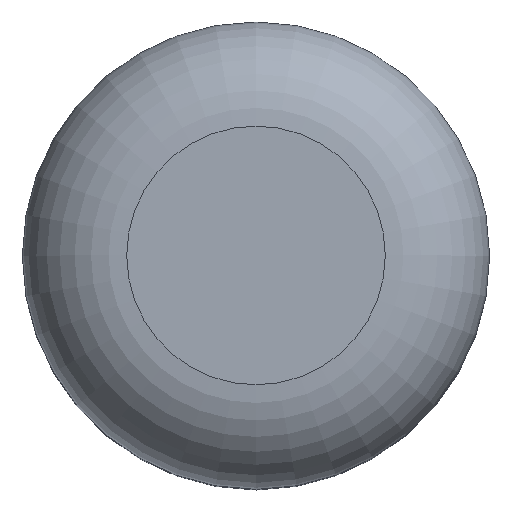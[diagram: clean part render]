
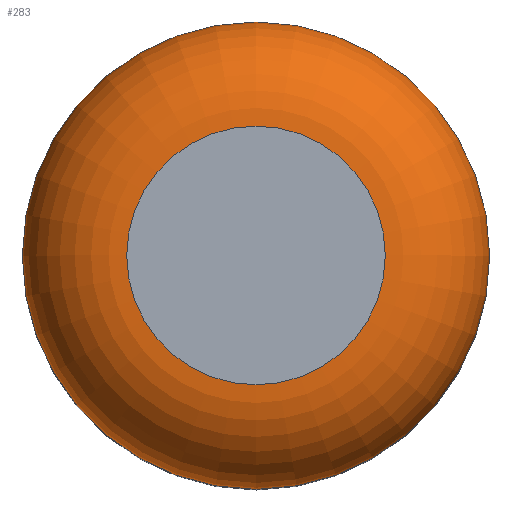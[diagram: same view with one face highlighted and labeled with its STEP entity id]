
A CAD part, top view. The second image highlights one B-rep face of the part: STEP entity #283.
In plain terms, the highlighted toroidal (fillet/blend) face has major radius 3.1 mm and minor radius 2.5 mm.
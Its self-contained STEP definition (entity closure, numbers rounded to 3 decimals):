
#13=TOROIDAL_SURFACE('',#338,3.1,2.5);
#57=FACE_OUTER_BOUND('',#83,.T.);
#83=EDGE_LOOP('',(#221,#222,#223,#224));
#122=CIRCLE('',#339,3.1);
#123=CIRCLE('',#340,2.5);
#124=CIRCLE('',#341,5.6);
#147=VERTEX_POINT('',#519);
#148=VERTEX_POINT('',#521);
#172=EDGE_CURVE('',#147,#147,#122,.T.);
#173=EDGE_CURVE('',#147,#148,#123,.T.);
#174=EDGE_CURVE('',#148,#148,#124,.T.);
#221=ORIENTED_EDGE('',*,*,#172,.T.);
#222=ORIENTED_EDGE('',*,*,#173,.T.);
#223=ORIENTED_EDGE('',*,*,#174,.T.);
#224=ORIENTED_EDGE('',*,*,#173,.F.);
#283=ADVANCED_FACE('',(#57),#13,.T.);
#338=AXIS2_PLACEMENT_3D('',#518,#421,#422);
#339=AXIS2_PLACEMENT_3D('',#520,#423,#424);
#340=AXIS2_PLACEMENT_3D('',#522,#425,#426);
#341=AXIS2_PLACEMENT_3D('',#523,#427,#428);
#421=DIRECTION('center_axis',(0.,0.,1.));
#422=DIRECTION('ref_axis',(1.,0.,0.));
#423=DIRECTION('center_axis',(0.,0.,-1.));
#424=DIRECTION('ref_axis',(-1.,0.,0.));
#425=DIRECTION('center_axis',(0.,-1.,0.));
#426=DIRECTION('ref_axis',(-1.,0.,0.));
#427=DIRECTION('center_axis',(0.,0.,1.));
#428=DIRECTION('ref_axis',(-1.,0.,0.));
#518=CARTESIAN_POINT('Origin',(0.,0.,16.));
#519=CARTESIAN_POINT('',(-3.1,0.,18.5));
#520=CARTESIAN_POINT('Origin',(0.,0.,18.5));
#521=CARTESIAN_POINT('',(-5.6,0.,16.));
#522=CARTESIAN_POINT('Origin',(-3.1,0.,16.));
#523=CARTESIAN_POINT('Origin',(0.,0.,16.));
